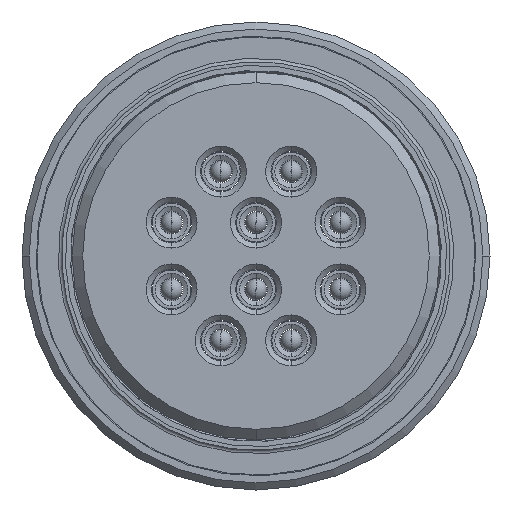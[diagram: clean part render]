
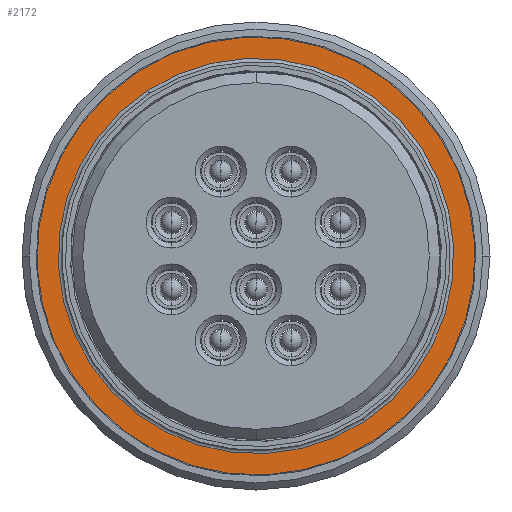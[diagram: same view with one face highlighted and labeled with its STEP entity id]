
A CAD part, front view. The second image highlights one B-rep face of the part: STEP entity #2172.
In plain terms, the highlighted face is planar.
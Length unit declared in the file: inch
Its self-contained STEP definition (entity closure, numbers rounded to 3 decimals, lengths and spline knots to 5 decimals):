
#31 = ORIENTED_EDGE ( 'NONE', *, *, #3741, .F. ) ;
#147 = EDGE_CURVE ( 'NONE', #354, #2148, #2580, .T. ) ;
#334 = DIRECTION ( 'NONE',  ( 0., -1., 0. ) ) ;
#341 = CIRCLE ( 'NONE', #1255, 0.562 ) ;
#354 = VERTEX_POINT ( 'NONE', #4889 ) ;
#734 = ORIENTED_EDGE ( 'NONE', *, *, #2139, .T. ) ;
#1034 = ORIENTED_EDGE ( 'NONE', *, *, #147, .F. ) ;
#1255 = AXIS2_PLACEMENT_3D ( 'NONE', #4198, #1944, #4764 ) ;
#1944 = DIRECTION ( 'NONE',  ( 0., -1., 0. ) ) ;
#2111 = CARTESIAN_POINT ( 'NONE',  ( 0., 0.025, 0. ) ) ;
#2139 = EDGE_CURVE ( 'NONE', #2911, #3870, #341, .T. ) ;
#2148 = VERTEX_POINT ( 'NONE', #6875 ) ;
#2172 = ADVANCED_FACE ( 'NONE', ( #4230, #3724 ), #6433, .F. ) ;
#2396 = CARTESIAN_POINT ( 'NONE',  ( 0., 0.025, 0. ) ) ;
#2466 = DIRECTION ( 'NONE',  ( 0., 0., -1. ) ) ;
#2580 = CIRCLE ( 'NONE', #6284, 0.6225 ) ;
#2765 = EDGE_CURVE ( 'NONE', #3870, #2911, #4476, .T. ) ;
#2911 = VERTEX_POINT ( 'NONE', #6139 ) ;
#2923 = CIRCLE ( 'NONE', #6743, 0.6225 ) ;
#2936 = ORIENTED_EDGE ( 'NONE', *, *, #2765, .T. ) ;
#2948 = CARTESIAN_POINT ( 'NONE',  ( 0., 0.025, 0. ) ) ;
#3724 = FACE_BOUND ( 'NONE', #4237, .T. ) ;
#3741 = EDGE_CURVE ( 'NONE', #2148, #354, #2923, .T. ) ;
#3783 = CARTESIAN_POINT ( 'NONE',  ( 0., 0.025, -0.562 ) ) ;
#3870 = VERTEX_POINT ( 'NONE', #3783 ) ;
#4083 = DIRECTION ( 'NONE',  ( 0., -1., 0. ) ) ;
#4130 = CARTESIAN_POINT ( 'NONE',  ( -0.6225, 0.025, 0. ) ) ;
#4198 = CARTESIAN_POINT ( 'NONE',  ( 0., 0.025, 0. ) ) ;
#4230 = FACE_OUTER_BOUND ( 'NONE', #6212, .T. ) ;
#4237 = EDGE_LOOP ( 'NONE', ( #2936, #734 ) ) ;
#4295 = DIRECTION ( 'NONE',  ( 0., 0., -1. ) ) ;
#4476 = CIRCLE ( 'NONE', #6682, 0.562 ) ;
#4746 = DIRECTION ( 'NONE',  ( 0., 0., -1. ) ) ;
#4764 = DIRECTION ( 'NONE',  ( 0., 0., -1. ) ) ;
#4889 = CARTESIAN_POINT ( 'NONE',  ( 0., 0.025, 0.6225 ) ) ;
#5412 = DIRECTION ( 'NONE',  ( 0., -1., 0. ) ) ;
#5421 = AXIS2_PLACEMENT_3D ( 'NONE', #4130, #6402, #6328 ) ;
#6139 = CARTESIAN_POINT ( 'NONE',  ( 0., 0.025, 0.562 ) ) ;
#6212 = EDGE_LOOP ( 'NONE', ( #31, #1034 ) ) ;
#6284 = AXIS2_PLACEMENT_3D ( 'NONE', #2948, #334, #4746 ) ;
#6328 = DIRECTION ( 'NONE',  ( 0., 0., -1. ) ) ;
#6402 = DIRECTION ( 'NONE',  ( 0., -1., 0. ) ) ;
#6433 = PLANE ( 'NONE',  #5421 ) ;
#6682 = AXIS2_PLACEMENT_3D ( 'NONE', #2111, #5412, #4295 ) ;
#6743 = AXIS2_PLACEMENT_3D ( 'NONE', #2396, #4083, #2466 ) ;
#6875 = CARTESIAN_POINT ( 'NONE',  ( 0., 0.025, -0.6225 ) ) ;
